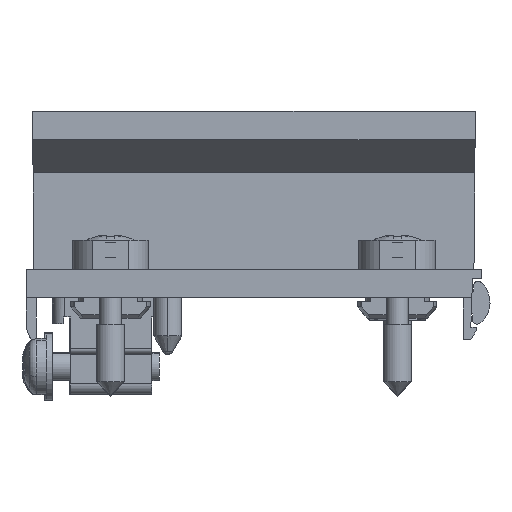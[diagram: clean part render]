
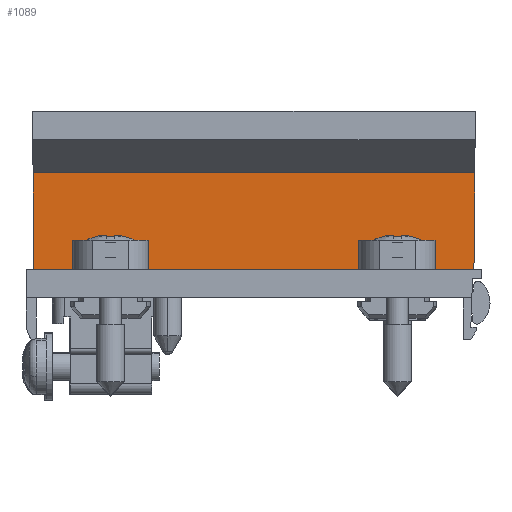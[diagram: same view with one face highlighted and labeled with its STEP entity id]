
A CAD part, front view. The second image highlights one B-rep face of the part: STEP entity #1089.
In plain terms, the highlighted planar face has unit normal (0, -1, -0.009).
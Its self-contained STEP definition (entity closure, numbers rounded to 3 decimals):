
#500 = VERTEX_POINT('',#501);
#501 = CARTESIAN_POINT('',(32.178,7.7,2.5));
#509 = EDGE_CURVE('',#510,#500,#512,.T.);
#510 = VERTEX_POINT('',#511);
#511 = CARTESIAN_POINT('',(-6.778,7.7,2.5));
#512 = LINE('',#513,#514);
#513 = CARTESIAN_POINT('',(-6.9,7.7,2.5));
#514 = VECTOR('',#515,1.);
#515 = DIRECTION('',(1.,0.,0.));
#1089 = ADVANCED_FACE('',(#1090),#1115,.T.);
#1090 = FACE_BOUND('',#1091,.T.);
#1091 = EDGE_LOOP('',(#1092,#1100,#1108,#1114));
#1092 = ORIENTED_EDGE('',*,*,#1093,.F.);
#1093 = EDGE_CURVE('',#1094,#500,#1096,.T.);
#1094 = VERTEX_POINT('',#1095);
#1095 = CARTESIAN_POINT('',(32.253,7.625,
    11.061));
#1096 = LINE('',#1097,#1098);
#1097 = CARTESIAN_POINT('',(32.175,7.703,
    2.159));
#1098 = VECTOR('',#1099,1.);
#1099 = DIRECTION('',(-0.009,0.009,
    -1.));
#1100 = ORIENTED_EDGE('',*,*,#1101,.F.);
#1101 = EDGE_CURVE('',#1102,#1094,#1104,.T.);
#1102 = VERTEX_POINT('',#1103);
#1103 = CARTESIAN_POINT('',(-6.853,7.625,
    11.061));
#1104 = LINE('',#1105,#1106);
#1105 = CARTESIAN_POINT('',(-6.9,7.625,11.061));
#1106 = VECTOR('',#1107,1.);
#1107 = DIRECTION('',(1.,0.,0.));
#1108 = ORIENTED_EDGE('',*,*,#1109,.T.);
#1109 = EDGE_CURVE('',#1102,#510,#1110,.T.);
#1110 = LINE('',#1111,#1112);
#1111 = CARTESIAN_POINT('',(-6.778,7.7,
    2.501));
#1112 = VECTOR('',#1113,1.);
#1113 = DIRECTION('',(0.009,0.009,
    -1.));
#1114 = ORIENTED_EDGE('',*,*,#509,.T.);
#1115 = PLANE('',#1116);
#1116 = AXIS2_PLACEMENT_3D('',#1117,#1118,#1119);
#1117 = CARTESIAN_POINT('',(-6.9,7.7,2.5));
#1118 = DIRECTION('',(0.,-1.,-0.009));
#1119 = DIRECTION('',(0.,0.009,-1.));
